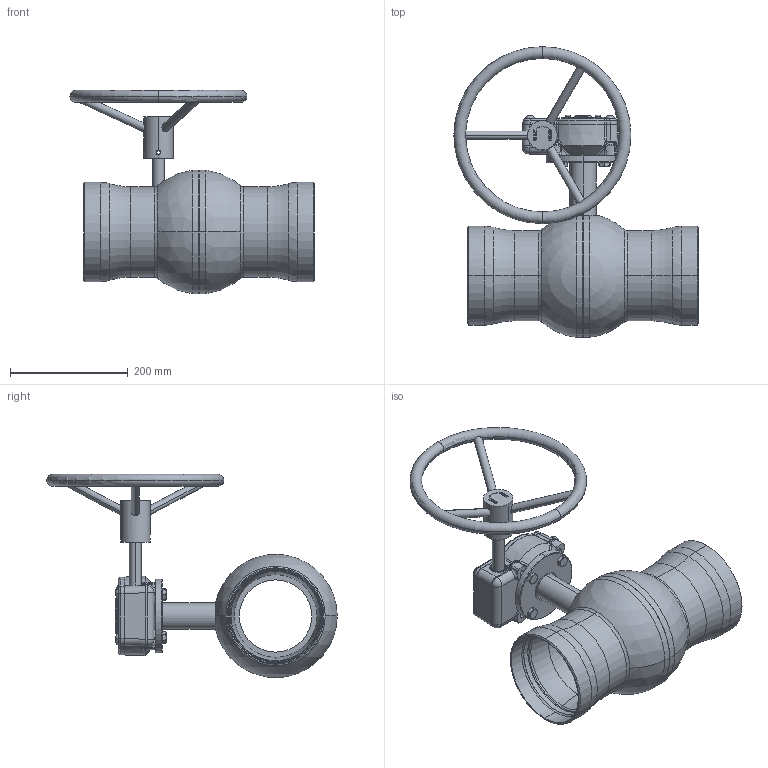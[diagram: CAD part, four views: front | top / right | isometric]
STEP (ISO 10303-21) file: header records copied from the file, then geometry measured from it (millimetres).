
FILE_DESCRIPTION (( 'STEP AP214' ), '1' );
FILE_NAME ('8500225150 480.step', '2025-05-29T08:10:30', ( '' ), ( '' ), 'SwSTEP 2.0', 'SolidWorks 2023', '' );
FILE_SCHEMA (( 'AUTOMOTIVE_DESIGN' ));
Length unit declared in the file: millimetre
Products named in the file (1): 8500225150 480
Bounding box: 413.77 x 492.22 x 344.41 mm (x, y, z)
Surface area: 531417.2 mm2 (no closed solid volume)
Topology: 0 solids, 20 shells, 651 faces, 1806 edges, 1168 vertices
Faces by surface type: plane 238, cylinder 114, bspline 114, cone 108, torus 56, sphere 21
Entity records: 35589 total; most frequent: CARTESIAN_POINT 20267, ORIENTED_EDGE 3219, DIRECTION 2936, EDGE_CURVE 1805, VERTEX_POINT 1168, AXIS2_PLACEMENT_3D 1130, EDGE_LOOP 724, LINE 676
